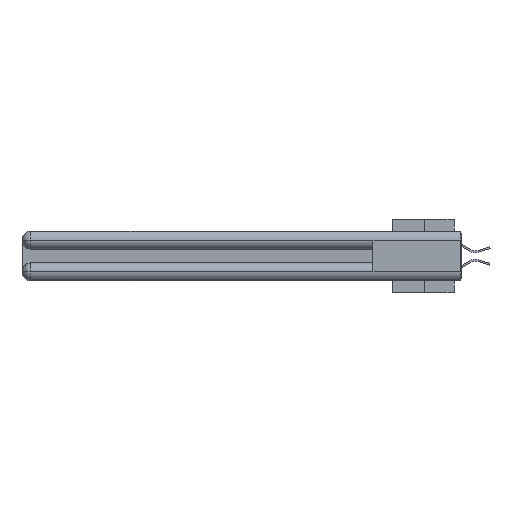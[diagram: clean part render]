
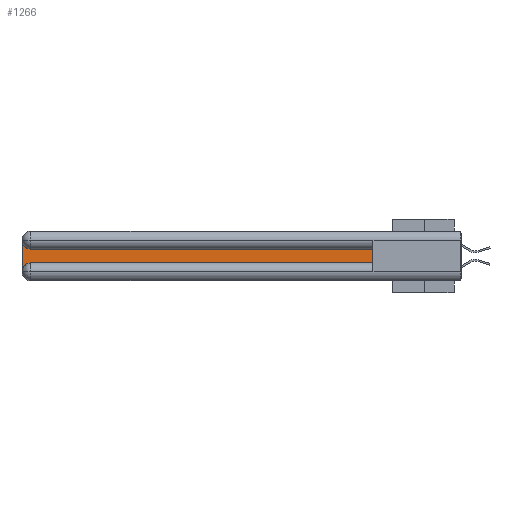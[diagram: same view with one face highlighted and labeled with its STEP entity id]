
A CAD part, left-side view. The second image highlights one B-rep face of the part: STEP entity #1266.
In plain terms, the highlighted planar face has unit normal (-1, 0, 0).
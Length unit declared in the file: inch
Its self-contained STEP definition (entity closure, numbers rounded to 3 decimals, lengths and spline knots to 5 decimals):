
#405 = EDGE_CURVE ( 'NONE', #31927, #28750, #35998, .T. ) ;
#1266 = ADVANCED_FACE ( 'NONE', ( #9094 ), #12659, .F. ) ;
#2881 = CARTESIAN_POINT ( 'NONE',  ( 0.075, 2.94, -0.2175 ) ) ;
#3286 = DIRECTION ( 'NONE',  ( 0., -1., 0. ) ) ;
#3866 = LINE ( 'NONE', #9687, #35512 ) ;
#6356 = DIRECTION ( 'NONE',  ( 1., 0., 0. ) ) ;
#6922 = CARTESIAN_POINT ( 'NONE',  ( 0.075, 2.94, -0.0625 ) ) ;
#7036 = DIRECTION ( 'NONE',  ( 1., 0., 0. ) ) ;
#8333 = DIRECTION ( 'NONE',  ( 0., 1., 0. ) ) ;
#8640 = EDGE_CURVE ( 'NONE', #10257, #33789, #28812, .T. ) ;
#9087 = ORIENTED_EDGE ( 'NONE', *, *, #21875, .T. ) ;
#9094 = FACE_OUTER_BOUND ( 'NONE', #11888, .T. ) ;
#9348 = ORIENTED_EDGE ( 'NONE', *, *, #405, .T. ) ;
#9687 = CARTESIAN_POINT ( 'NONE',  ( 0.075, 3., -0.2175 ) ) ;
#10092 = ORIENTED_EDGE ( 'NONE', *, *, #18376, .T. ) ;
#10257 = VERTEX_POINT ( 'NONE', #2881 ) ;
#10743 = ORIENTED_EDGE ( 'NONE', *, *, #18784, .T. ) ;
#11335 = CIRCLE ( 'NONE', #26535, 0.06 ) ;
#11496 = AXIS2_PLACEMENT_3D ( 'NONE', #20547, #32554, #15306 ) ;
#11888 = EDGE_LOOP ( 'NONE', ( #10743, #9348, #35371, #9087, #30579, #10092 ) ) ;
#12309 = DIRECTION ( 'NONE',  ( 0., 0., -1. ) ) ;
#12659 = PLANE ( 'NONE',  #11496 ) ;
#13781 = VERTEX_POINT ( 'NONE', #26274 ) ;
#15306 = DIRECTION ( 'NONE',  ( 0., 0., -1. ) ) ;
#15507 = CARTESIAN_POINT ( 'NONE',  ( 0.075, 2.94, -0.2775 ) ) ;
#16525 = VECTOR ( 'NONE', #29206, 39.37008 ) ;
#17165 = LINE ( 'NONE', #37021, #23134 ) ;
#17763 = CARTESIAN_POINT ( 'NONE',  ( 0.075, 0.6, -0.2175 ) ) ;
#18376 = EDGE_CURVE ( 'NONE', #33789, #13781, #20575, .T. ) ;
#18784 = EDGE_CURVE ( 'NONE', #13781, #31927, #17165, .T. ) ;
#20547 = CARTESIAN_POINT ( 'NONE',  ( 0.075, 3., -0.1225 ) ) ;
#20575 = LINE ( 'NONE', #17763, #16525 ) ;
#21565 = DIRECTION ( 'NONE',  ( 0., 0., -1. ) ) ;
#21875 = EDGE_CURVE ( 'NONE', #28209, #10257, #11335, .T. ) ;
#23134 = VECTOR ( 'NONE', #8333, 39.37008 ) ;
#25750 = CARTESIAN_POINT ( 'NONE',  ( 0.075, 2.94, -0.1225 ) ) ;
#25917 = CARTESIAN_POINT ( 'NONE',  ( 0.075, 3., -0.0625 ) ) ;
#26274 = CARTESIAN_POINT ( 'NONE',  ( 0.075, 0.6, -0.1225 ) ) ;
#26535 = AXIS2_PLACEMENT_3D ( 'NONE', #15507, #7036, #12309 ) ;
#27300 = EDGE_CURVE ( 'NONE', #28750, #28209, #3866, .T. ) ;
#28209 = VERTEX_POINT ( 'NONE', #35428 ) ;
#28750 = VERTEX_POINT ( 'NONE', #25917 ) ;
#28812 = LINE ( 'NONE', #34429, #30844 ) ;
#29206 = DIRECTION ( 'NONE',  ( 0., 0., 1. ) ) ;
#29778 = DIRECTION ( 'NONE',  ( 0., 0., -1. ) ) ;
#30579 = ORIENTED_EDGE ( 'NONE', *, *, #8640, .T. ) ;
#30844 = VECTOR ( 'NONE', #3286, 39.37008 ) ;
#31927 = VERTEX_POINT ( 'NONE', #25750 ) ;
#32162 = CARTESIAN_POINT ( 'NONE',  ( 0.075, 0.6, -0.2175 ) ) ;
#32435 = AXIS2_PLACEMENT_3D ( 'NONE', #6922, #6356, #21565 ) ;
#32554 = DIRECTION ( 'NONE',  ( 1., 0., 0. ) ) ;
#33789 = VERTEX_POINT ( 'NONE', #32162 ) ;
#34429 = CARTESIAN_POINT ( 'NONE',  ( 0.075, 0.6, -0.2175 ) ) ;
#35371 = ORIENTED_EDGE ( 'NONE', *, *, #27300, .T. ) ;
#35428 = CARTESIAN_POINT ( 'NONE',  ( 0.075, 3., -0.2775 ) ) ;
#35512 = VECTOR ( 'NONE', #29778, 39.37008 ) ;
#35998 = CIRCLE ( 'NONE', #32435, 0.06 ) ;
#37021 = CARTESIAN_POINT ( 'NONE',  ( 0.075, 0.6, -0.1225 ) ) ;
